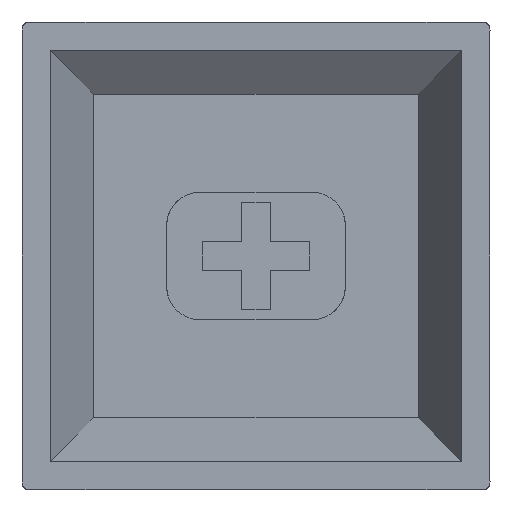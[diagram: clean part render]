
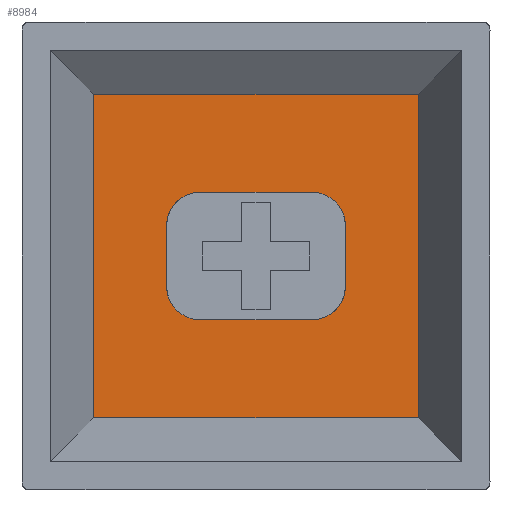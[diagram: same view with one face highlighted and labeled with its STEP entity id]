
A CAD part, front view. The second image highlights one B-rep face of the part: STEP entity #8984.
In plain terms, the highlighted planar face has unit normal (0, -1, 0).
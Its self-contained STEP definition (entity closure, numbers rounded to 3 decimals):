
#19=FACE_BOUND('',#1095,.T.);
#40=PLANE('',#9525);
#542=FACE_OUTER_BOUND('',#1094,.T.);
#1094=EDGE_LOOP('',(#6544,#6545,#6546,#6547));
#1095=EDGE_LOOP('',(#6548,#6549,#6550,#6551,#6552,#6553,#6554,#6555));
#1656=LINE('',#14442,#2531);
#1657=LINE('',#14444,#2532);
#1658=LINE('',#14446,#2533);
#1659=LINE('',#14447,#2534);
#1660=LINE('',#14473,#2535);
#1661=LINE('',#14498,#2536);
#1662=LINE('',#14523,#2537);
#1663=LINE('',#14547,#2538);
#2531=VECTOR('',#10042,10.);
#2532=VECTOR('',#10043,10.);
#2533=VECTOR('',#10044,10.);
#2534=VECTOR('',#10045,10.);
#2535=VECTOR('',#10046,10.);
#2536=VECTOR('',#10047,10.);
#2537=VECTOR('',#10048,10.);
#2538=VECTOR('',#10049,10.);
#3762=B_SPLINE_CURVE_WITH_KNOTS('',3,(#14450,#14451,#14452,#14453,#14454,
#14455,#14456,#14457,#14458,#14459,#14460,#14461,#14462,#14463,#14464,#14465,
#14466,#14467,#14468,#14469,#14470,#14471),.UNSPECIFIED.,.F.,.F.,(4,3,3,
3,3,3,3,4),(-0.204,-0.175,-0.146,-0.117,
-0.087,-0.058,-0.029,0.),
 .UNSPECIFIED.);
#3763=B_SPLINE_CURVE_WITH_KNOTS('',3,(#14475,#14476,#14477,#14478,#14479,
#14480,#14481,#14482,#14483,#14484,#14485,#14486,#14487,#14488,#14489,#14490,
#14491,#14492,#14493,#14494,#14495,#14496),.UNSPECIFIED.,.F.,.F.,(4,3,3,
3,3,3,3,4),(-0.204,-0.175,-0.146,-0.117,
-0.087,-0.058,-0.029,0.),
 .UNSPECIFIED.);
#3764=B_SPLINE_CURVE_WITH_KNOTS('',3,(#14500,#14501,#14502,#14503,#14504,
#14505,#14506,#14507,#14508,#14509,#14510,#14511,#14512,#14513,#14514,#14515,
#14516,#14517,#14518,#14519,#14520,#14521),.UNSPECIFIED.,.F.,.F.,(4,3,3,
3,3,3,3,4),(-0.204,-0.175,-0.146,-0.117,
-0.087,-0.058,-0.029,0.),
 .UNSPECIFIED.);
#3765=B_SPLINE_CURVE_WITH_KNOTS('',3,(#14525,#14526,#14527,#14528,#14529,
#14530,#14531,#14532,#14533,#14534,#14535,#14536,#14537,#14538,#14539,#14540,
#14541,#14542,#14543,#14544,#14545,#14546),.UNSPECIFIED.,.F.,.F.,(4,3,3,
3,3,3,3,4),(-0.204,-0.175,-0.146,-0.117,
-0.087,-0.058,-0.029,0.),
 .UNSPECIFIED.);
#4279=VERTEX_POINT('',#14440);
#4280=VERTEX_POINT('',#14441);
#4281=VERTEX_POINT('',#14443);
#4282=VERTEX_POINT('',#14445);
#4283=VERTEX_POINT('',#14448);
#4284=VERTEX_POINT('',#14449);
#4285=VERTEX_POINT('',#14472);
#4286=VERTEX_POINT('',#14474);
#4287=VERTEX_POINT('',#14497);
#4288=VERTEX_POINT('',#14499);
#4289=VERTEX_POINT('',#14522);
#4290=VERTEX_POINT('',#14524);
#5138=EDGE_CURVE('',#4279,#4280,#1656,.T.);
#5139=EDGE_CURVE('',#4281,#4279,#1657,.T.);
#5140=EDGE_CURVE('',#4282,#4281,#1658,.T.);
#5141=EDGE_CURVE('',#4280,#4282,#1659,.T.);
#5142=EDGE_CURVE('',#4283,#4284,#3762,.T.);
#5143=EDGE_CURVE('',#4285,#4283,#1660,.T.);
#5144=EDGE_CURVE('',#4286,#4285,#3763,.T.);
#5145=EDGE_CURVE('',#4287,#4286,#1661,.T.);
#5146=EDGE_CURVE('',#4288,#4287,#3764,.T.);
#5147=EDGE_CURVE('',#4289,#4288,#1662,.T.);
#5148=EDGE_CURVE('',#4290,#4289,#3765,.T.);
#5149=EDGE_CURVE('',#4284,#4290,#1663,.T.);
#6544=ORIENTED_EDGE('',*,*,#5138,.F.);
#6545=ORIENTED_EDGE('',*,*,#5139,.F.);
#6546=ORIENTED_EDGE('',*,*,#5140,.F.);
#6547=ORIENTED_EDGE('',*,*,#5141,.F.);
#6548=ORIENTED_EDGE('',*,*,#5142,.F.);
#6549=ORIENTED_EDGE('',*,*,#5143,.F.);
#6550=ORIENTED_EDGE('',*,*,#5144,.F.);
#6551=ORIENTED_EDGE('',*,*,#5145,.F.);
#6552=ORIENTED_EDGE('',*,*,#5146,.F.);
#6553=ORIENTED_EDGE('',*,*,#5147,.F.);
#6554=ORIENTED_EDGE('',*,*,#5148,.F.);
#6555=ORIENTED_EDGE('',*,*,#5149,.F.);
#8984=ADVANCED_FACE('',(#542,#19),#40,.F.);
#9525=AXIS2_PLACEMENT_3D('',#14439,#10040,#10041);
#10040=DIRECTION('center_axis',(0.,1.,0.));
#10041=DIRECTION('ref_axis',(0.,0.,1.));
#10042=DIRECTION('',(-1.,0.,0.));
#10043=DIRECTION('',(0.,0.,-1.));
#10044=DIRECTION('',(1.,0.,0.));
#10045=DIRECTION('',(0.,0.,1.));
#10046=DIRECTION('',(1.,0.,0.));
#10047=DIRECTION('',(0.,0.,-1.));
#10048=DIRECTION('',(-1.,0.,0.));
#10049=DIRECTION('',(0.,0.,1.));
#14439=CARTESIAN_POINT('Origin',(0.,4.7,0.));
#14440=CARTESIAN_POINT('',(6.349,4.7,-6.339));
#14441=CARTESIAN_POINT('',(-6.349,4.7,-6.339));
#14442=CARTESIAN_POINT('',(-4.03,4.7,-6.339));
#14443=CARTESIAN_POINT('',(6.349,4.7,6.339));
#14444=CARTESIAN_POINT('',(6.349,4.7,-4.025));
#14445=CARTESIAN_POINT('',(-6.349,4.7,6.339));
#14446=CARTESIAN_POINT('',(4.03,4.7,6.339));
#14447=CARTESIAN_POINT('',(-6.349,4.7,4.025));
#14448=CARTESIAN_POINT('',(2.,4.7,-2.5));
#14449=CARTESIAN_POINT('',(3.5,4.7,-1.));
#14450=CARTESIAN_POINT('Ctrl Pts',(2.,4.7,-2.5));
#14451=CARTESIAN_POINT('Ctrl Pts',(2.112,4.7,-2.5));
#14452=CARTESIAN_POINT('Ctrl Pts',(2.223,4.7,-2.5));
#14453=CARTESIAN_POINT('Ctrl Pts',(2.334,4.7,-2.487));
#14454=CARTESIAN_POINT('Ctrl Pts',(2.444,4.7,-2.474));
#14455=CARTESIAN_POINT('Ctrl Pts',(2.555,4.7,-2.45));
#14456=CARTESIAN_POINT('Ctrl Pts',(2.662,4.7,-2.408));
#14457=CARTESIAN_POINT('Ctrl Pts',(2.77,4.7,-2.366));
#14458=CARTESIAN_POINT('Ctrl Pts',(2.875,4.7,-2.307));
#14459=CARTESIAN_POINT('Ctrl Pts',(2.972,4.7,-2.233));
#14460=CARTESIAN_POINT('Ctrl Pts',(3.07,4.7,-2.159));
#14461=CARTESIAN_POINT('Ctrl Pts',(3.159,4.7,-2.07));
#14462=CARTESIAN_POINT('Ctrl Pts',(3.233,4.7,-1.972));
#14463=CARTESIAN_POINT('Ctrl Pts',(3.307,4.7,-1.875));
#14464=CARTESIAN_POINT('Ctrl Pts',(3.366,4.7,-1.77));
#14465=CARTESIAN_POINT('Ctrl Pts',(3.408,4.7,-1.662));
#14466=CARTESIAN_POINT('Ctrl Pts',(3.45,4.7,-1.555));
#14467=CARTESIAN_POINT('Ctrl Pts',(3.474,4.7,-1.444));
#14468=CARTESIAN_POINT('Ctrl Pts',(3.487,4.7,-1.334));
#14469=CARTESIAN_POINT('Ctrl Pts',(3.499,4.7,-1.223));
#14470=CARTESIAN_POINT('Ctrl Pts',(3.5,4.7,-1.112));
#14471=CARTESIAN_POINT('Ctrl Pts',(3.5,4.7,-1.));
#14472=CARTESIAN_POINT('',(-2.,4.7,-2.5));
#14473=CARTESIAN_POINT('',(-1.75,4.7,-2.5));
#14474=CARTESIAN_POINT('',(-3.5,4.7,-1.));
#14475=CARTESIAN_POINT('Ctrl Pts',(-3.5,4.7,-1.));
#14476=CARTESIAN_POINT('Ctrl Pts',(-3.5,4.7,-1.112));
#14477=CARTESIAN_POINT('Ctrl Pts',(-3.5,4.7,-1.223));
#14478=CARTESIAN_POINT('Ctrl Pts',(-3.487,4.7,-1.334));
#14479=CARTESIAN_POINT('Ctrl Pts',(-3.474,4.7,-1.444));
#14480=CARTESIAN_POINT('Ctrl Pts',(-3.45,4.7,-1.555));
#14481=CARTESIAN_POINT('Ctrl Pts',(-3.408,4.7,-1.662));
#14482=CARTESIAN_POINT('Ctrl Pts',(-3.366,4.7,-1.77));
#14483=CARTESIAN_POINT('Ctrl Pts',(-3.307,4.7,-1.875));
#14484=CARTESIAN_POINT('Ctrl Pts',(-3.233,4.7,-1.972));
#14485=CARTESIAN_POINT('Ctrl Pts',(-3.159,4.7,-2.07));
#14486=CARTESIAN_POINT('Ctrl Pts',(-3.07,4.7,-2.159));
#14487=CARTESIAN_POINT('Ctrl Pts',(-2.972,4.7,-2.233));
#14488=CARTESIAN_POINT('Ctrl Pts',(-2.875,4.7,-2.307));
#14489=CARTESIAN_POINT('Ctrl Pts',(-2.77,4.7,-2.366));
#14490=CARTESIAN_POINT('Ctrl Pts',(-2.662,4.7,-2.408));
#14491=CARTESIAN_POINT('Ctrl Pts',(-2.555,4.7,-2.45));
#14492=CARTESIAN_POINT('Ctrl Pts',(-2.444,4.7,-2.474));
#14493=CARTESIAN_POINT('Ctrl Pts',(-2.334,4.7,-2.487));
#14494=CARTESIAN_POINT('Ctrl Pts',(-2.223,4.7,-2.499));
#14495=CARTESIAN_POINT('Ctrl Pts',(-2.112,4.7,-2.5));
#14496=CARTESIAN_POINT('Ctrl Pts',(-2.,4.7,-2.5));
#14497=CARTESIAN_POINT('',(-3.5,4.7,1.));
#14498=CARTESIAN_POINT('',(-3.5,4.7,1.25));
#14499=CARTESIAN_POINT('',(-2.,4.7,2.5));
#14500=CARTESIAN_POINT('Ctrl Pts',(-2.,4.7,2.5));
#14501=CARTESIAN_POINT('Ctrl Pts',(-2.112,4.7,2.5));
#14502=CARTESIAN_POINT('Ctrl Pts',(-2.223,4.7,2.5));
#14503=CARTESIAN_POINT('Ctrl Pts',(-2.334,4.7,2.487));
#14504=CARTESIAN_POINT('Ctrl Pts',(-2.444,4.7,2.474));
#14505=CARTESIAN_POINT('Ctrl Pts',(-2.555,4.7,2.45));
#14506=CARTESIAN_POINT('Ctrl Pts',(-2.662,4.7,2.408));
#14507=CARTESIAN_POINT('Ctrl Pts',(-2.77,4.7,2.366));
#14508=CARTESIAN_POINT('Ctrl Pts',(-2.875,4.7,2.307));
#14509=CARTESIAN_POINT('Ctrl Pts',(-2.972,4.7,2.233));
#14510=CARTESIAN_POINT('Ctrl Pts',(-3.07,4.7,2.159));
#14511=CARTESIAN_POINT('Ctrl Pts',(-3.159,4.7,2.07));
#14512=CARTESIAN_POINT('Ctrl Pts',(-3.233,4.7,1.972));
#14513=CARTESIAN_POINT('Ctrl Pts',(-3.307,4.7,1.875));
#14514=CARTESIAN_POINT('Ctrl Pts',(-3.366,4.7,1.77));
#14515=CARTESIAN_POINT('Ctrl Pts',(-3.408,4.7,1.662));
#14516=CARTESIAN_POINT('Ctrl Pts',(-3.45,4.7,1.555));
#14517=CARTESIAN_POINT('Ctrl Pts',(-3.474,4.7,1.444));
#14518=CARTESIAN_POINT('Ctrl Pts',(-3.487,4.7,1.334));
#14519=CARTESIAN_POINT('Ctrl Pts',(-3.499,4.7,1.223));
#14520=CARTESIAN_POINT('Ctrl Pts',(-3.5,4.7,1.112));
#14521=CARTESIAN_POINT('Ctrl Pts',(-3.5,4.7,1.));
#14522=CARTESIAN_POINT('',(2.,4.7,2.5));
#14523=CARTESIAN_POINT('',(1.75,4.7,2.5));
#14524=CARTESIAN_POINT('',(3.5,4.7,1.));
#14525=CARTESIAN_POINT('Ctrl Pts',(3.5,4.7,1.));
#14526=CARTESIAN_POINT('Ctrl Pts',(3.5,4.7,1.112));
#14527=CARTESIAN_POINT('Ctrl Pts',(3.5,4.7,1.223));
#14528=CARTESIAN_POINT('Ctrl Pts',(3.487,4.7,1.334));
#14529=CARTESIAN_POINT('Ctrl Pts',(3.474,4.7,1.444));
#14530=CARTESIAN_POINT('Ctrl Pts',(3.45,4.7,1.555));
#14531=CARTESIAN_POINT('Ctrl Pts',(3.408,4.7,1.662));
#14532=CARTESIAN_POINT('Ctrl Pts',(3.366,4.7,1.77));
#14533=CARTESIAN_POINT('Ctrl Pts',(3.307,4.7,1.875));
#14534=CARTESIAN_POINT('Ctrl Pts',(3.233,4.7,1.972));
#14535=CARTESIAN_POINT('Ctrl Pts',(3.159,4.7,2.07));
#14536=CARTESIAN_POINT('Ctrl Pts',(3.07,4.7,2.159));
#14537=CARTESIAN_POINT('Ctrl Pts',(2.972,4.7,2.233));
#14538=CARTESIAN_POINT('Ctrl Pts',(2.875,4.7,2.307));
#14539=CARTESIAN_POINT('Ctrl Pts',(2.77,4.7,2.366));
#14540=CARTESIAN_POINT('Ctrl Pts',(2.662,4.7,2.408));
#14541=CARTESIAN_POINT('Ctrl Pts',(2.555,4.7,2.45));
#14542=CARTESIAN_POINT('Ctrl Pts',(2.444,4.7,2.474));
#14543=CARTESIAN_POINT('Ctrl Pts',(2.334,4.7,2.487));
#14544=CARTESIAN_POINT('Ctrl Pts',(2.223,4.7,2.499));
#14545=CARTESIAN_POINT('Ctrl Pts',(2.112,4.7,2.5));
#14546=CARTESIAN_POINT('Ctrl Pts',(2.,4.7,2.5));
#14547=CARTESIAN_POINT('',(3.5,4.7,-1.25));
